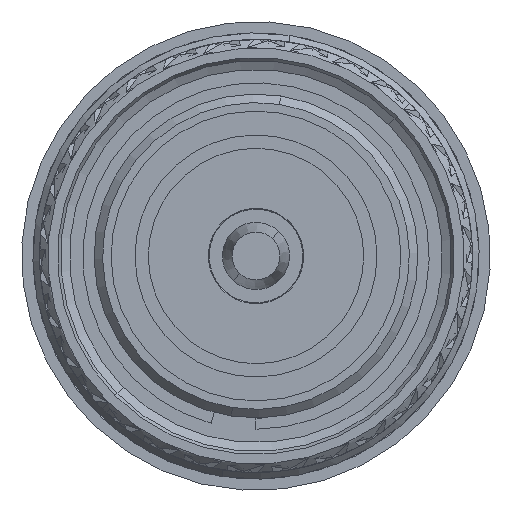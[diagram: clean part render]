
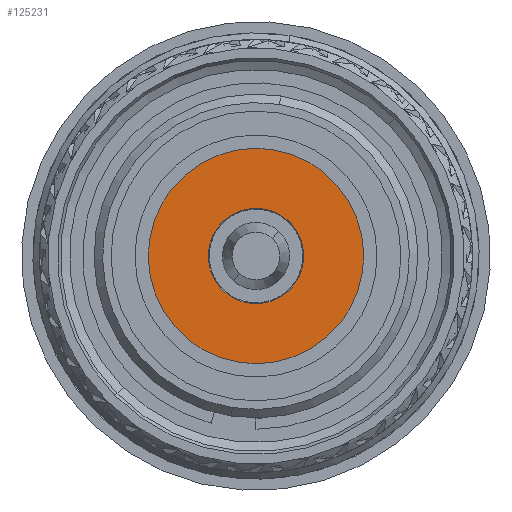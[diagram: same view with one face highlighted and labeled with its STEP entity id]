
A CAD part, left-side view. The second image highlights one B-rep face of the part: STEP entity #125231.
In plain terms, the highlighted planar face has unit normal (-1, 0, 0).
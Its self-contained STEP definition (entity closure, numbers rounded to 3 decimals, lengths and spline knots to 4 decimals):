
#16 = DIRECTION ( 'NONE',  ( -1., 0., 0. ) ) ;
#5497 = DIRECTION ( 'NONE',  ( 0., -0.271, 0.963 ) ) ;
#8112 = CARTESIAN_POINT ( 'NONE',  ( -1.1398, 0.0379, -0.1348 ) ) ;
#15554 = PLANE ( 'NONE',  #132726 ) ;
#30540 = FACE_BOUND ( 'NONE', #78712, .T. ) ;
#33033 = ORIENTED_EDGE ( 'NONE', *, *, #162748, .F. ) ;
#34494 = CARTESIAN_POINT ( 'NONE',  ( -1.1398, 0.1584, -0.5631 ) ) ;
#44467 = VERTEX_POINT ( 'NONE', #8112 ) ;
#45973 = CIRCLE ( 'NONE', #162044, 0.585 ) ;
#48715 = EDGE_LOOP ( 'NONE', ( #135064, #150678 ) ) ;
#49128 = EDGE_CURVE ( 'NONE', #44467, #105404, #79089, .T. ) ;
#68196 = DIRECTION ( 'NONE',  ( -1., 0., 0. ) ) ;
#76939 = CARTESIAN_POINT ( 'NONE',  ( -1.1398, 0., 0. ) ) ;
#77683 = DIRECTION ( 'NONE',  ( 0., -0.271, 0.963 ) ) ;
#78712 = EDGE_LOOP ( 'NONE', ( #33033, #80121 ) ) ;
#79089 = CIRCLE ( 'NONE', #150153, 0.14 ) ;
#80121 = ORIENTED_EDGE ( 'NONE', *, *, #49128, .F. ) ;
#92996 = DIRECTION ( 'NONE',  ( 1., 0., 0. ) ) ;
#100794 = EDGE_CURVE ( 'NONE', #161804, #163349, #139239, .T. ) ;
#102098 = DIRECTION ( 'NONE',  ( -1., 0., 0. ) ) ;
#105404 = VERTEX_POINT ( 'NONE', #155542 ) ;
#116248 = CIRCLE ( 'NONE', #133815, 0.14 ) ;
#116550 = CARTESIAN_POINT ( 'NONE',  ( -1.1398, -0.1584, 0.5631 ) ) ;
#116796 = CARTESIAN_POINT ( 'NONE',  ( -1.1398, 0., 0. ) ) ;
#117402 = CARTESIAN_POINT ( 'NONE',  ( -1.1398, 0.1348, 0.0379 ) ) ;
#120553 = DIRECTION ( 'NONE',  ( 0., -0.271, 0.963 ) ) ;
#121410 = AXIS2_PLACEMENT_3D ( 'NONE', #76939, #16, #156573 ) ;
#125231 = ADVANCED_FACE ( 'NONE', ( #30540, #155858 ), #15554, .F. ) ;
#130176 = DIRECTION ( 'NONE',  ( -1., 0., 0. ) ) ;
#132726 = AXIS2_PLACEMENT_3D ( 'NONE', #117402, #92996, #157941 ) ;
#133815 = AXIS2_PLACEMENT_3D ( 'NONE', #147319, #68196, #5497 ) ;
#135064 = ORIENTED_EDGE ( 'NONE', *, *, #100794, .T. ) ;
#139239 = CIRCLE ( 'NONE', #121410, 0.585 ) ;
#142602 = CARTESIAN_POINT ( 'NONE',  ( -1.1398, 0., 0. ) ) ;
#147319 = CARTESIAN_POINT ( 'NONE',  ( -1.1398, 0., 0. ) ) ;
#150153 = AXIS2_PLACEMENT_3D ( 'NONE', #142602, #130176, #120553 ) ;
#150678 = ORIENTED_EDGE ( 'NONE', *, *, #156507, .T. ) ;
#155542 = CARTESIAN_POINT ( 'NONE',  ( -1.1398, -0.0379, 0.1348 ) ) ;
#155858 = FACE_OUTER_BOUND ( 'NONE', #48715, .T. ) ;
#156507 = EDGE_CURVE ( 'NONE', #163349, #161804, #45973, .T. ) ;
#156573 = DIRECTION ( 'NONE',  ( 0., -0.271, 0.963 ) ) ;
#157941 = DIRECTION ( 'NONE',  ( 0., 0.271, -0.963 ) ) ;
#161804 = VERTEX_POINT ( 'NONE', #34494 ) ;
#162044 = AXIS2_PLACEMENT_3D ( 'NONE', #116796, #102098, #77683 ) ;
#162748 = EDGE_CURVE ( 'NONE', #105404, #44467, #116248, .T. ) ;
#163349 = VERTEX_POINT ( 'NONE', #116550 ) ;
